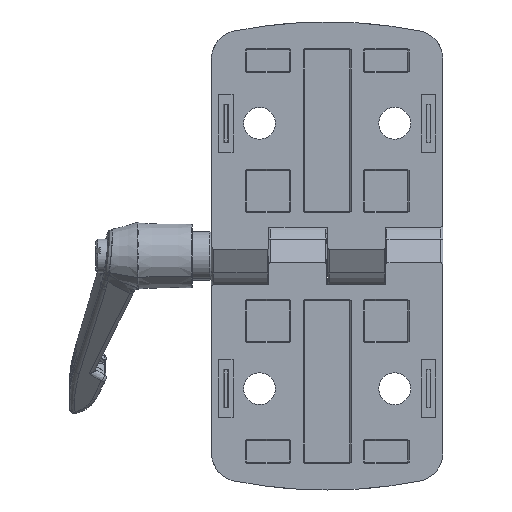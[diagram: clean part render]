
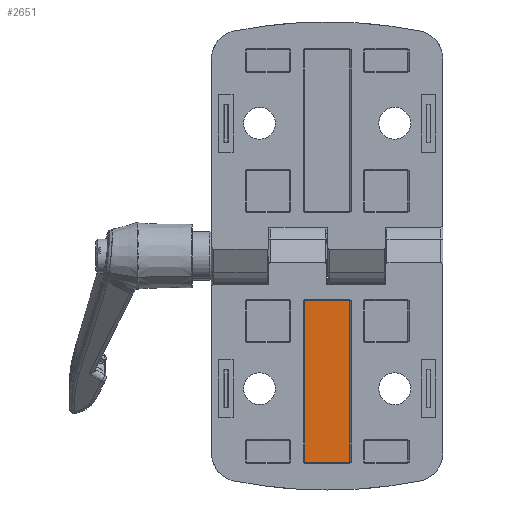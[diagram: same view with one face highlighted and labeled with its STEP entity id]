
A CAD part, front view. The second image highlights one B-rep face of the part: STEP entity #2651.
In plain terms, the highlighted planar face has unit normal (0, -1, 0).
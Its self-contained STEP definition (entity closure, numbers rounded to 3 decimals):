
#312 = ORIENTED_EDGE ( 'NONE', *, *, #18844, .T. ) ;
#637 = ORIENTED_EDGE ( 'NONE', *, *, #11821, .T. ) ;
#2638 = DIRECTION ( 'NONE',  ( 0., 1., 0. ) ) ;
#2651 = ADVANCED_FACE ( 'NONE', ( #4447 ), #7475, .F. ) ;
#2685 = VERTEX_POINT ( 'NONE', #12416 ) ;
#2772 = VECTOR ( 'NONE', #3817, 1000. ) ;
#2884 = VERTEX_POINT ( 'NONE', #9938 ) ;
#3110 = CARTESIAN_POINT ( 'NONE',  ( -4.7, 3., -42.7 ) ) ;
#3817 = DIRECTION ( 'NONE',  ( 0., 0., -1. ) ) ;
#4023 = CARTESIAN_POINT ( 'NONE',  ( 5., 3., -42.7 ) ) ;
#4447 = FACE_OUTER_BOUND ( 'NONE', #5772, .T. ) ;
#4847 = EDGE_CURVE ( 'NONE', #2884, #2685, #15091, .T. ) ;
#5443 = CARTESIAN_POINT ( 'NONE',  ( -4.7, 3., -43. ) ) ;
#5568 = VECTOR ( 'NONE', #8984, 1000. ) ;
#5772 = EDGE_LOOP ( 'NONE', ( #9147, #13329, #312, #637 ) ) ;
#6288 = AXIS2_PLACEMENT_3D ( 'NONE', #20446, #2638, #14000 ) ;
#7475 = PLANE ( 'NONE',  #6288 ) ;
#7521 = VERTEX_POINT ( 'NONE', #18669 ) ;
#8984 = DIRECTION ( 'NONE',  ( 1., 0., 0. ) ) ;
#9047 = DIRECTION ( 'NONE',  ( -1., 0., 0. ) ) ;
#9147 = ORIENTED_EDGE ( 'NONE', *, *, #11905, .T. ) ;
#9665 = DIRECTION ( 'NONE',  ( 0., 0., 1. ) ) ;
#9743 = CARTESIAN_POINT ( 'NONE',  ( 4.7, 3., -9. ) ) ;
#9938 = CARTESIAN_POINT ( 'NONE',  ( 4.7, 3., -42.7 ) ) ;
#10249 = LINE ( 'NONE', #15483, #13569 ) ;
#11821 = EDGE_CURVE ( 'NONE', #7521, #13098, #20029, .T. ) ;
#11905 = EDGE_CURVE ( 'NONE', #13098, #2884, #18519, .T. ) ;
#12416 = CARTESIAN_POINT ( 'NONE',  ( 4.7, 3., -9.3 ) ) ;
#13098 = VERTEX_POINT ( 'NONE', #3110 ) ;
#13329 = ORIENTED_EDGE ( 'NONE', *, *, #4847, .T. ) ;
#13569 = VECTOR ( 'NONE', #9047, 1000. ) ;
#14000 = DIRECTION ( 'NONE',  ( 0., 0., 1. ) ) ;
#14581 = VECTOR ( 'NONE', #9665, 1000. ) ;
#15091 = LINE ( 'NONE', #9743, #14581 ) ;
#15483 = CARTESIAN_POINT ( 'NONE',  ( -5., 3., -9.3 ) ) ;
#18519 = LINE ( 'NONE', #4023, #5568 ) ;
#18669 = CARTESIAN_POINT ( 'NONE',  ( -4.7, 3., -9.3 ) ) ;
#18844 = EDGE_CURVE ( 'NONE', #2685, #7521, #10249, .T. ) ;
#20029 = LINE ( 'NONE', #5443, #2772 ) ;
#20446 = CARTESIAN_POINT ( 'NONE',  ( 5., 3., -9. ) ) ;
